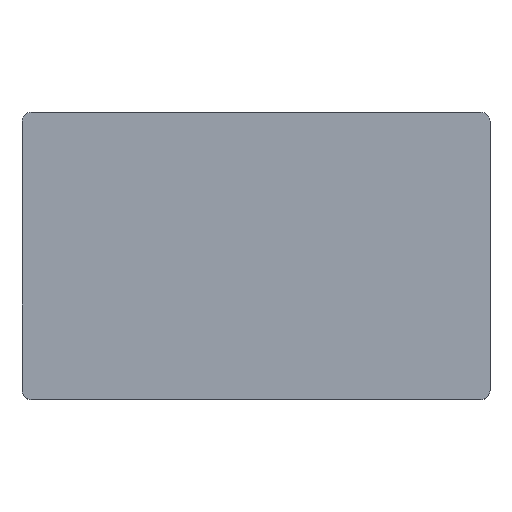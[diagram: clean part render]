
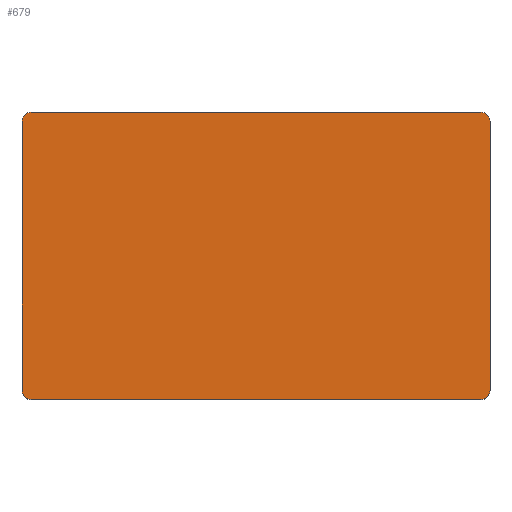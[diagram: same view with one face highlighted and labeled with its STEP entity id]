
A CAD part, top view. The second image highlights one B-rep face of the part: STEP entity #679.
In plain terms, the highlighted planar face has unit normal (0, 0, 1).
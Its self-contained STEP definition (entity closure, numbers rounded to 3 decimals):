
#47=LINE('',#1046,#103);
#82=LINE('',#1141,#138);
#85=LINE('',#1147,#141);
#86=LINE('',#1151,#142);
#103=VECTOR('',#841,10.);
#138=VECTOR('',#934,10.);
#141=VECTOR('',#939,10.);
#142=VECTOR('',#942,10.);
#191=FACE_OUTER_BOUND('',#241,.T.);
#241=EDGE_LOOP('',(#544,#545,#546,#547,#548,#549,#550,#551));
#274=CIRCLE('',#740,3.);
#276=CIRCLE('',#743,3.);
#282=CIRCLE('',#764,3.);
#283=CIRCLE('',#765,3.);
#303=VERTEX_POINT('',#1042);
#305=VERTEX_POINT('',#1045);
#319=VERTEX_POINT('',#1079);
#321=VERTEX_POINT('',#1085);
#336=VERTEX_POINT('',#1140);
#338=VERTEX_POINT('',#1146);
#339=VERTEX_POINT('',#1148);
#340=VERTEX_POINT('',#1150);
#366=EDGE_CURVE('',#305,#303,#47,.T.);
#382=EDGE_CURVE('',#305,#319,#274,.T.);
#385=EDGE_CURVE('',#321,#303,#276,.T.);
#411=EDGE_CURVE('',#336,#319,#82,.T.);
#414=EDGE_CURVE('',#321,#338,#85,.T.);
#415=EDGE_CURVE('',#339,#338,#282,.T.);
#416=EDGE_CURVE('',#339,#340,#86,.T.);
#417=EDGE_CURVE('',#336,#340,#283,.T.);
#544=ORIENTED_EDGE('',*,*,#414,.T.);
#545=ORIENTED_EDGE('',*,*,#415,.F.);
#546=ORIENTED_EDGE('',*,*,#416,.T.);
#547=ORIENTED_EDGE('',*,*,#417,.F.);
#548=ORIENTED_EDGE('',*,*,#411,.T.);
#549=ORIENTED_EDGE('',*,*,#382,.F.);
#550=ORIENTED_EDGE('',*,*,#366,.T.);
#551=ORIENTED_EDGE('',*,*,#385,.F.);
#637=PLANE('',#763);
#679=ADVANCED_FACE('',(#191),#637,.T.);
#740=AXIS2_PLACEMENT_3D('',#1080,#867,#868);
#743=AXIS2_PLACEMENT_3D('',#1086,#874,#875);
#763=AXIS2_PLACEMENT_3D('',#1145,#937,#938);
#764=AXIS2_PLACEMENT_3D('',#1149,#940,#941);
#765=AXIS2_PLACEMENT_3D('',#1152,#943,#944);
#841=DIRECTION('',(0.,1.,0.));
#867=DIRECTION('center_axis',(0.,0.,-1.));
#868=DIRECTION('ref_axis',(0.707,-0.707,0.));
#874=DIRECTION('center_axis',(0.,0.,-1.));
#875=DIRECTION('ref_axis',(0.707,0.707,0.));
#934=DIRECTION('',(1.,0.,0.));
#937=DIRECTION('center_axis',(0.,0.,1.));
#938=DIRECTION('ref_axis',(1.,0.,0.));
#939=DIRECTION('',(-1.,0.,0.));
#940=DIRECTION('center_axis',(0.,0.,-1.));
#941=DIRECTION('ref_axis',(-0.707,0.707,0.));
#942=DIRECTION('',(0.,-1.,0.));
#943=DIRECTION('center_axis',(0.,0.,-1.));
#944=DIRECTION('ref_axis',(-0.707,-0.707,0.));
#1042=CARTESIAN_POINT('',(155.,92.,50.));
#1045=CARTESIAN_POINT('',(155.,3.,50.));
#1046=CARTESIAN_POINT('',(155.,0.,50.));
#1079=CARTESIAN_POINT('',(152.,0.,50.));
#1080=CARTESIAN_POINT('Origin',(152.,3.,50.));
#1085=CARTESIAN_POINT('',(152.,95.,50.));
#1086=CARTESIAN_POINT('Origin',(152.,92.,50.));
#1140=CARTESIAN_POINT('',(3.,0.,50.));
#1141=CARTESIAN_POINT('',(-5.,0.,50.));
#1145=CARTESIAN_POINT('Origin',(80.,47.5,50.));
#1146=CARTESIAN_POINT('',(3.,95.,50.));
#1147=CARTESIAN_POINT('',(160.,95.,50.));
#1148=CARTESIAN_POINT('',(0.,92.,50.));
#1149=CARTESIAN_POINT('Origin',(3.,92.,50.));
#1150=CARTESIAN_POINT('',(0.,3.,50.));
#1151=CARTESIAN_POINT('',(0.,95.,50.));
#1152=CARTESIAN_POINT('Origin',(3.,3.,50.));
